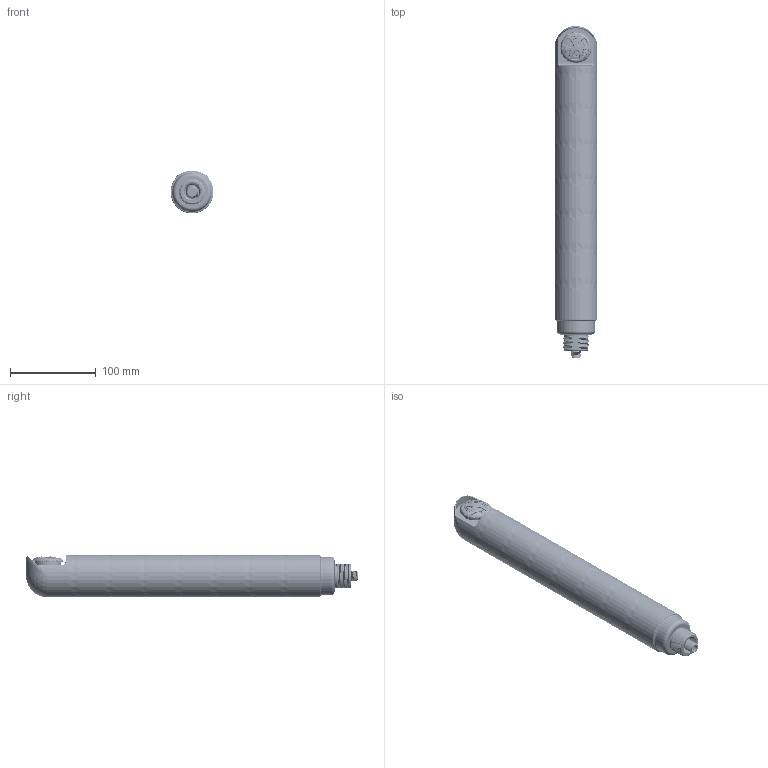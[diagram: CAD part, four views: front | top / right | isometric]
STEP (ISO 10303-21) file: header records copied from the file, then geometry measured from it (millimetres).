
FILE_DESCRIPTION((''),'2;1');
FILE_NAME('205829_ASM','2018-04-27T',('pdmadmin'),('BANNER ENGINEERING'),'CREO PARAMETRIC BY PTC INC, 2016260','CREO PARAMETRIC BY PTC INC, 2016260','');
FILE_SCHEMA(('CONFIG_CONTROL_DESIGN'));
Products named in the file (16): 140410; 140412; 140427; 151268; 143956_ASM; 153229; 141960; 188201; 153843_MAIN_BODY; 153843_M100PIEZO; 153843_WIRES; 153843_GASKET; 153843_NUT; 153843_VOLUME_ADJUST; 153843_ASM; 205829_ASM
Assembly tree (22 placements, depth 3):
  205829_ASM
    140410
    143956_ASM  x7
      140412
      140427
      151268
    153229
    141960
    188201
    153843_ASM
      153843_MAIN_BODY
      153843_M100PIEZO
      153843_WIRES
      153843_GASKET
      153843_NUT
      153843_VOLUME_ADJUST
    153843_VOLUME_ADJUST
Bounding box: 50 x 386.6 x 50 mm (x, y, z)
Volume: 247367.3 mm3; surface area: 277346.7 mm2
Topology: 31 solids, 113 shells, 5567 faces, 15268 edges, 9892 vertices
Faces by surface type: plane 1991, bspline 1359, cylinder 1216, torus 440, cone 434, sphere 48, extrusion 45, revolution 34
Entity records: 238616 total; most frequent: CARTESIAN_POINT 180295, ORIENTED_EDGE 13250, DIRECTION 10153, EDGE_CURVE 6866, VERTEX_POINT 4440, AXIS2_PLACEMENT_3D 3848, EDGE_LOOP 2610, B_SPLINE_CURVE_WITH_KNOTS 2510
